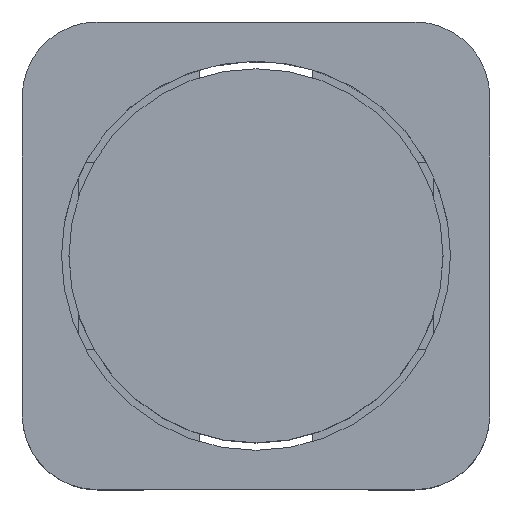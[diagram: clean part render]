
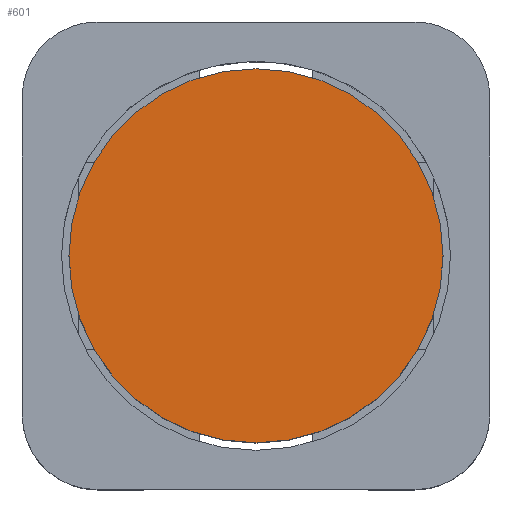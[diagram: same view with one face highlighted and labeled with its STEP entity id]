
A CAD part, top view. The second image highlights one B-rep face of the part: STEP entity #601.
In plain terms, the highlighted planar face has unit normal (0, 0, 1).
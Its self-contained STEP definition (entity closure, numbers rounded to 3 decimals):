
#523=CARTESIAN_POINT('',(5.0,0.0,6.0));
#524=VERTEX_POINT('',#523);
#540=CARTESIAN_POINT('',(-5.0,0.,6.0));
#541=VERTEX_POINT('',#540);
#548=CARTESIAN_POINT('',(0.0,0.0,6.0));
#549=DIRECTION('',(0.0,0.0,1.0));
#550=DIRECTION('',(1.0,0.0,0.0));
#551=AXIS2_PLACEMENT_3D('',#548,#549,#550);
#552=CIRCLE('',#551,5.0);
#553=EDGE_CURVE('',#524,#541,#552,.T.);
#564=CARTESIAN_POINT('',(0.0,0.0,6.0));
#565=DIRECTION('',(0.0,0.0,1.0));
#566=DIRECTION('',(1.0,0.0,0.0));
#567=AXIS2_PLACEMENT_3D('',#564,#565,#566);
#568=CIRCLE('',#567,5.0);
#569=EDGE_CURVE('',#541,#524,#568,.T.);
#592=CARTESIAN_POINT('',(0.0,0.0,6.0));
#593=DIRECTION('',(0.0,0.0,1.0));
#594=DIRECTION('',(1.0,0.0,0.0));
#595=AXIS2_PLACEMENT_3D('',#592,#593,#594);
#596=PLANE('',#595);
#597=ORIENTED_EDGE('',*,*,#553,.T.);
#598=ORIENTED_EDGE('',*,*,#569,.T.);
#599=EDGE_LOOP('',(#597,#598));
#600=FACE_OUTER_BOUND('',#599,.T.);
#601=ADVANCED_FACE('',(#600),#596,.T.);
